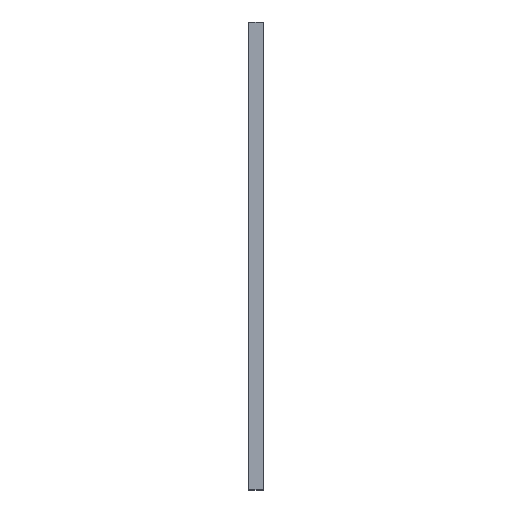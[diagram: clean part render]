
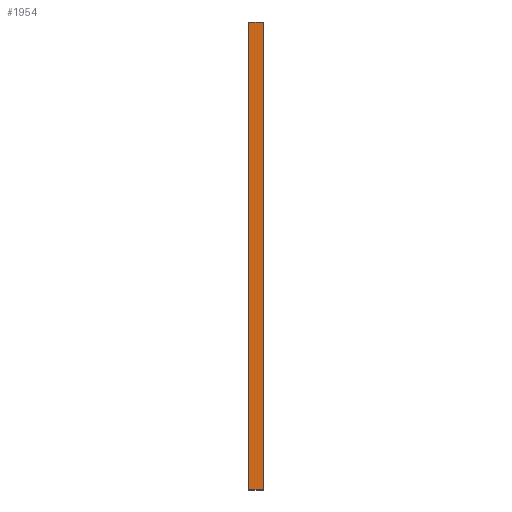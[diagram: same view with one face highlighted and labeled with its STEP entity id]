
A CAD part, left-side view. The second image highlights one B-rep face of the part: STEP entity #1954.
In plain terms, the highlighted planar face has unit normal (-1, 0, 0).
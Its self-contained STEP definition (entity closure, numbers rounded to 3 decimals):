
#2 = VERTEX_POINT ( 'NONE', #1245 ) ;
#53 = CARTESIAN_POINT ( 'NONE',  ( 0., 43.991, 3000. ) ) ;
#65 = VECTOR ( 'NONE', #1379, 1000. ) ;
#235 = CARTESIAN_POINT ( 'NONE',  ( 0., 4., -3000. ) ) ;
#513 = EDGE_CURVE ( 'NONE', #841, #1767, #1765, .T. ) ;
#598 = VECTOR ( 'NONE', #904, 1000. ) ;
#667 = LINE ( 'NONE', #1201, #1663 ) ;
#685 = CARTESIAN_POINT ( 'NONE',  ( 0., 4., 3000. ) ) ;
#720 = AXIS2_PLACEMENT_3D ( 'NONE', #783, #772, #1997 ) ;
#741 = EDGE_CURVE ( 'NONE', #841, #2, #844, .T. ) ;
#772 = DIRECTION ( 'NONE',  ( -1., 0., 0. ) ) ;
#783 = CARTESIAN_POINT ( 'NONE',  ( 0., 4., 3000. ) ) ;
#798 = CARTESIAN_POINT ( 'NONE',  ( 0., 196., -3000. ) ) ;
#831 = ORIENTED_EDGE ( 'NONE', *, *, #1263, .T. ) ;
#841 = VERTEX_POINT ( 'NONE', #1822 ) ;
#844 = LINE ( 'NONE', #53, #1786 ) ;
#904 = DIRECTION ( 'NONE',  ( 0., 0., -1. ) ) ;
#976 = ORIENTED_EDGE ( 'NONE', *, *, #741, .T. ) ;
#983 = ORIENTED_EDGE ( 'NONE', *, *, #513, .F. ) ;
#1201 = CARTESIAN_POINT ( 'NONE',  ( 0., 4., -3000. ) ) ;
#1245 = CARTESIAN_POINT ( 'NONE',  ( 0., 196., 3000. ) ) ;
#1252 = ORIENTED_EDGE ( 'NONE', *, *, #2063, .F. ) ;
#1263 = EDGE_CURVE ( 'NONE', #2, #1901, #2012, .T. ) ;
#1379 = DIRECTION ( 'NONE',  ( 0., 0., -1. ) ) ;
#1640 = CARTESIAN_POINT ( 'NONE',  ( 0., 196., 3000. ) ) ;
#1663 = VECTOR ( 'NONE', #2023, 1000. ) ;
#1674 = PLANE ( 'NONE',  #720 ) ;
#1765 = LINE ( 'NONE', #685, #65 ) ;
#1767 = VERTEX_POINT ( 'NONE', #235 ) ;
#1786 = VECTOR ( 'NONE', #1799, 1000. ) ;
#1799 = DIRECTION ( 'NONE',  ( 0., 1., 0. ) ) ;
#1822 = CARTESIAN_POINT ( 'NONE',  ( 0., 4., 3000. ) ) ;
#1841 = EDGE_LOOP ( 'NONE', ( #1252, #983, #976, #831 ) ) ;
#1901 = VERTEX_POINT ( 'NONE', #798 ) ;
#1954 = ADVANCED_FACE ( 'NONE', ( #2028 ), #1674, .T. ) ;
#1997 = DIRECTION ( 'NONE',  ( 0., -1., 0. ) ) ;
#2012 = LINE ( 'NONE', #1640, #598 ) ;
#2023 = DIRECTION ( 'NONE',  ( 0., 1., 0. ) ) ;
#2028 = FACE_OUTER_BOUND ( 'NONE', #1841, .T. ) ;
#2063 = EDGE_CURVE ( 'NONE', #1767, #1901, #667, .T. ) ;
